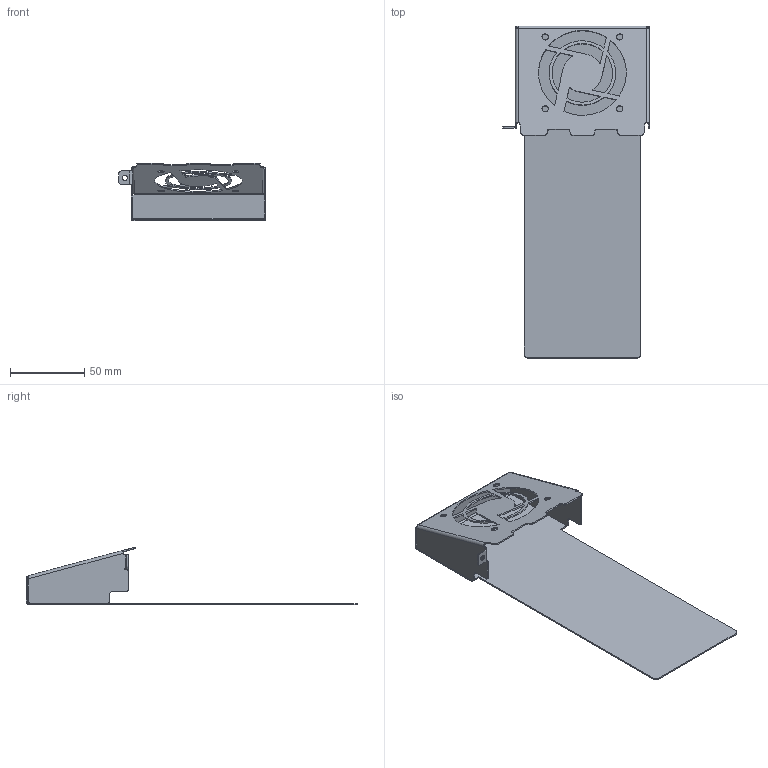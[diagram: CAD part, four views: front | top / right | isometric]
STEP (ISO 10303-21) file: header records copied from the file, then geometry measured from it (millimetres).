
FILE_DESCRIPTION (( 'STEP AP214' ), '1' );
FILE_NAME ('STP-AGY-004-V01 (AGY1 FAN) Coord fXT.STEP', '2020-03-24T21:02:01', ( '' ), ( '' ), 'SwSTEP 2.0', 'SolidWorks 2017', '' );
FILE_SCHEMA (( 'AUTOMOTIVE_DESIGN' ));
Length unit declared in the file: inch
Products named in the file (1): STP-AGY-004-V01 (AGY1 FAN) Coord fXT
Bounding box: 98.6 x 223 x 38.76 mm (x, y, z)
Volume: 24984.2 mm3; surface area: 56966.3 mm2
Topology: 1 solids, 1 shells, 145 faces, 413 edges, 270 vertices
Faces by surface type: cylinder 75, plane 68, bspline 2
Entity records: 4929 total; most frequent: CARTESIAN_POINT 935, DIRECTION 843, ORIENTED_EDGE 826, EDGE_CURVE 413, AXIS2_PLACEMENT_3D 290, VERTEX_POINT 270, VECTOR 263, LINE 263
